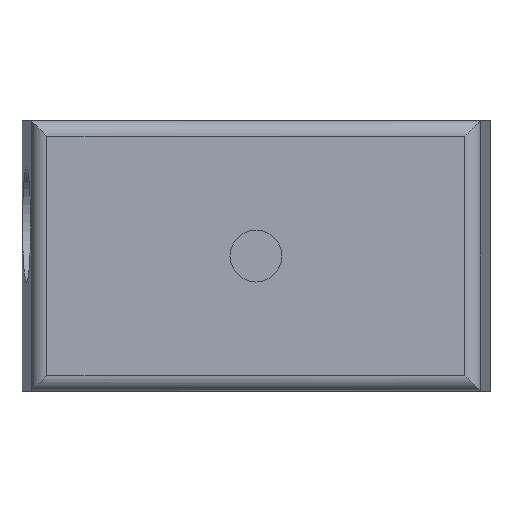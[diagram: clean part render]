
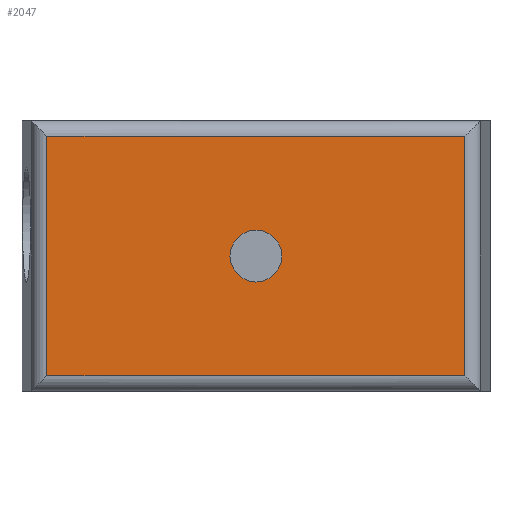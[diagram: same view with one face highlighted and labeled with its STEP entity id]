
A CAD part, left-side view. The second image highlights one B-rep face of the part: STEP entity #2047.
In plain terms, the highlighted planar face has unit normal (-1, 0, 0).
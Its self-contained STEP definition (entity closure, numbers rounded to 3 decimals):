
#45=PLANE('',#2199);
#113=CIRCLE('',#2200,2.5);
#288=ORIENTED_EDGE('',*,*,#870,.F.);
#289=ORIENTED_EDGE('',*,*,#871,.F.);
#290=ORIENTED_EDGE('',*,*,#872,.F.);
#291=ORIENTED_EDGE('',*,*,#873,.T.);
#292=ORIENTED_EDGE('',*,*,#874,.T.);
#870=EDGE_CURVE('',#1157,#1157,#113,.F.);
#871=EDGE_CURVE('',#1158,#1159,#1344,.T.);
#872=EDGE_CURVE('',#1160,#1158,#1345,.T.);
#873=EDGE_CURVE('',#1160,#1161,#1346,.T.);
#874=EDGE_CURVE('',#1161,#1159,#1347,.T.);
#1157=VERTEX_POINT('',#3360);
#1158=VERTEX_POINT('',#3362);
#1159=VERTEX_POINT('',#3363);
#1160=VERTEX_POINT('',#3365);
#1161=VERTEX_POINT('',#3367);
#1344=LINE('',#3361,#1490);
#1345=LINE('',#3364,#1491);
#1346=LINE('',#3366,#1492);
#1347=LINE('',#3368,#1493);
#1490=VECTOR('',#2510,1000.);
#1491=VECTOR('',#2511,1000.);
#1492=VECTOR('',#2512,1000.);
#1493=VECTOR('',#2513,1000.);
#1625=EDGE_LOOP('',(#288));
#1626=EDGE_LOOP('',(#289,#290,#291,#292));
#1805=FACE_BOUND('',#1625,.T.);
#1806=FACE_BOUND('',#1626,.T.);
#2047=ADVANCED_FACE('',(#1805,#1806),#45,.F.);
#2199=AXIS2_PLACEMENT_3D('',#3358,#2506,#2507);
#2200=AXIS2_PLACEMENT_3D('',#3359,#2508,#2509);
#2506=DIRECTION('',(1.,0.,0.));
#2507=DIRECTION('',(0.,0.,-1.));
#2508=DIRECTION('',(1.,0.,0.));
#2509=DIRECTION('',(0.,0.,-1.));
#2510=DIRECTION('',(0.,0.,-1.));
#2511=DIRECTION('',(0.,-1.,0.));
#2512=DIRECTION('',(0.,0.,-1.));
#2513=DIRECTION('',(0.,-1.,0.));
#3358=CARTESIAN_POINT('',(-60.,42.605,13.));
#3359=CARTESIAN_POINT('',(-60.,22.5,0.));
#3360=CARTESIAN_POINT('',(-60.,22.5,-2.5));
#3361=CARTESIAN_POINT('',(-60.,2.413,13.));
#3362=CARTESIAN_POINT('',(-60.,2.413,11.5));
#3363=CARTESIAN_POINT('',(-60.,2.413,-11.5));
#3364=CARTESIAN_POINT('',(-60.,45.,11.5));
#3365=CARTESIAN_POINT('',(-60.,42.605,11.5));
#3366=CARTESIAN_POINT('',(-60.,42.605,13.));
#3367=CARTESIAN_POINT('',(-60.,42.605,-11.5));
#3368=CARTESIAN_POINT('',(-60.,45.,-11.5));
